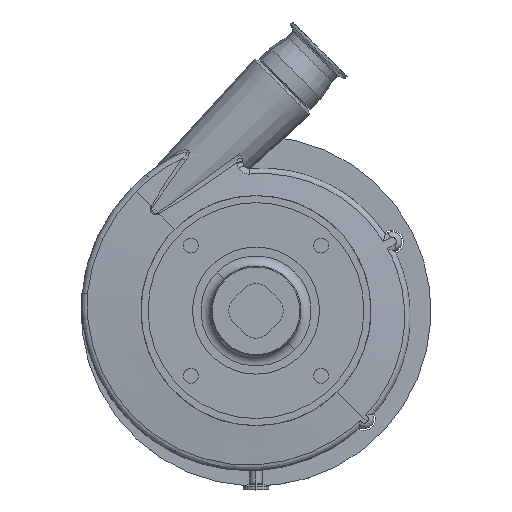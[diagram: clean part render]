
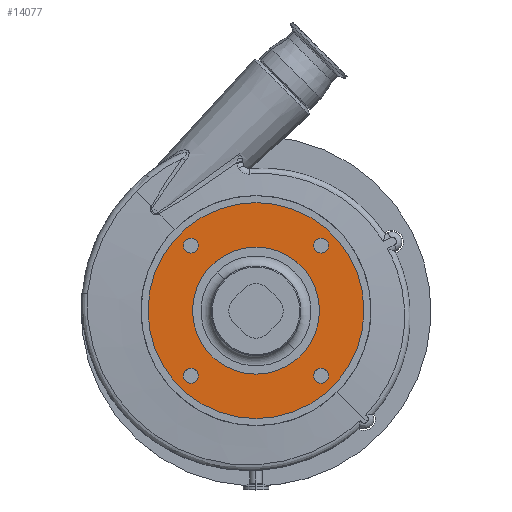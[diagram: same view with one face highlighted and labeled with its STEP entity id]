
A CAD part, top view. The second image highlights one B-rep face of the part: STEP entity #14077.
In plain terms, the highlighted planar face has unit normal (0, 0, 1).
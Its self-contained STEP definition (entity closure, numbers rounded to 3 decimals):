
#17 = EDGE_CURVE ( 'NONE', #15575, #9567, #12943, .T. ) ;
#53 = ORIENTED_EDGE ( 'NONE', *, *, #11831, .T. ) ;
#175 = DIRECTION ( 'NONE',  ( 0., 0., -1. ) ) ;
#282 = AXIS2_PLACEMENT_3D ( 'NONE', #14140, #15374, #4306 ) ;
#532 = CARTESIAN_POINT ( 'NONE',  ( 0., 0., 205.5 ) ) ;
#646 = FACE_BOUND ( 'NONE', #9733, .T. ) ;
#749 = DIRECTION ( 'NONE',  ( 1., 0., 0. ) ) ;
#941 = CARTESIAN_POINT ( 'NONE',  ( -72.607, -65.107, 205.5 ) ) ;
#1044 = FACE_BOUND ( 'NONE', #5176, .T. ) ;
#1284 = VERTEX_POINT ( 'NONE', #7167 ) ;
#1305 = EDGE_LOOP ( 'NONE', ( #15990, #15698 ) ) ;
#1331 = AXIS2_PLACEMENT_3D ( 'NONE', #10761, #4643, #9243 ) ;
#1333 = CARTESIAN_POINT ( 'NONE',  ( -108., 0., 205.5 ) ) ;
#1617 = DIRECTION ( 'NONE',  ( 0., 0., -1. ) ) ;
#2291 = EDGE_LOOP ( 'NONE', ( #11238, #4420 ) ) ;
#2336 = EDGE_CURVE ( 'NONE', #12616, #10209, #8291, .T. ) ;
#2345 = PLANE ( 'NONE',  #11719 ) ;
#2511 = DIRECTION ( 'NONE',  ( 0., 0., 1. ) ) ;
#2621 = VERTEX_POINT ( 'NONE', #12067 ) ;
#2685 = DIRECTION ( 'NONE',  ( 1., 0., 0. ) ) ;
#2725 = AXIS2_PLACEMENT_3D ( 'NONE', #4853, #15748, #10881 ) ;
#3120 = VERTEX_POINT ( 'NONE', #9070 ) ;
#3127 = CARTESIAN_POINT ( 'NONE',  ( 57.607, -65.107, 205.5 ) ) ;
#3213 = DIRECTION ( 'NONE',  ( 0., 0., 1. ) ) ;
#3235 = AXIS2_PLACEMENT_3D ( 'NONE', #4212, #9137, #14055 ) ;
#3479 = CIRCLE ( 'NONE', #7870, 108. ) ;
#3574 = EDGE_CURVE ( 'NONE', #5896, #1284, #10550, .T. ) ;
#3596 = DIRECTION ( 'NONE',  ( 1., 0., 0. ) ) ;
#3722 = CIRCLE ( 'NONE', #6845, 7.5 ) ;
#4193 = AXIS2_PLACEMENT_3D ( 'NONE', #9946, #7454, #2685 ) ;
#4212 = CARTESIAN_POINT ( 'NONE',  ( -65.107, -65.107, 205.5 ) ) ;
#4306 = DIRECTION ( 'NONE',  ( 1., 0., 0. ) ) ;
#4420 = ORIENTED_EDGE ( 'NONE', *, *, #17, .T. ) ;
#4463 = DIRECTION ( 'NONE',  ( 1., 0., 0. ) ) ;
#4643 = DIRECTION ( 'NONE',  ( 0., 0., 1. ) ) ;
#4758 = EDGE_CURVE ( 'NONE', #3120, #11271, #9594, .T. ) ;
#4853 = CARTESIAN_POINT ( 'NONE',  ( 0., 0., 205.5 ) ) ;
#4935 = CARTESIAN_POINT ( 'NONE',  ( 72.607, 65.107, 205.5 ) ) ;
#5162 = CARTESIAN_POINT ( 'NONE',  ( -65.107, 65.107, 205.5 ) ) ;
#5176 = EDGE_LOOP ( 'NONE', ( #13204, #14965 ) ) ;
#5424 = EDGE_CURVE ( 'NONE', #1284, #5896, #9859, .T. ) ;
#5582 = FACE_OUTER_BOUND ( 'NONE', #14416, .T. ) ;
#5659 = VERTEX_POINT ( 'NONE', #12298 ) ;
#5774 = AXIS2_PLACEMENT_3D ( 'NONE', #14082, #6663, #749 ) ;
#5896 = VERTEX_POINT ( 'NONE', #3127 ) ;
#6286 = EDGE_CURVE ( 'NONE', #11271, #3120, #8877, .T. ) ;
#6441 = EDGE_CURVE ( 'NONE', #8436, #5659, #15318, .T. ) ;
#6663 = DIRECTION ( 'NONE',  ( 0., 0., -1. ) ) ;
#6781 = AXIS2_PLACEMENT_3D ( 'NONE', #8345, #9388, #14151 ) ;
#6845 = AXIS2_PLACEMENT_3D ( 'NONE', #10503, #15452, #4463 ) ;
#7048 = EDGE_CURVE ( 'NONE', #10587, #2621, #14062, .T. ) ;
#7167 = CARTESIAN_POINT ( 'NONE',  ( 72.607, -65.107, 205.5 ) ) ;
#7187 = CARTESIAN_POINT ( 'NONE',  ( -72.607, 65.107, 205.5 ) ) ;
#7454 = DIRECTION ( 'NONE',  ( 0., 0., -1. ) ) ;
#7490 = AXIS2_PLACEMENT_3D ( 'NONE', #7871, #175, #13833 ) ;
#7870 = AXIS2_PLACEMENT_3D ( 'NONE', #532, #3213, #11758 ) ;
#7871 = CARTESIAN_POINT ( 'NONE',  ( 65.107, -65.107, 205.5 ) ) ;
#8291 = CIRCLE ( 'NONE', #1331, 108. ) ;
#8345 = CARTESIAN_POINT ( 'NONE',  ( 65.107, -65.107, 205.5 ) ) ;
#8436 = VERTEX_POINT ( 'NONE', #13761 ) ;
#8473 = EDGE_CURVE ( 'NONE', #2621, #10587, #11159, .T. ) ;
#8511 = DIRECTION ( 'NONE',  ( 0., 0., -1. ) ) ;
#8877 = CIRCLE ( 'NONE', #15572, 7.5 ) ;
#9018 = ORIENTED_EDGE ( 'NONE', *, *, #2336, .T. ) ;
#9070 = CARTESIAN_POINT ( 'NONE',  ( -57.607, 65.107, 205.5 ) ) ;
#9137 = DIRECTION ( 'NONE',  ( 0., 0., -1. ) ) ;
#9191 = DIRECTION ( 'NONE',  ( 1., 0., 0. ) ) ;
#9243 = DIRECTION ( 'NONE',  ( 1., 0., 0. ) ) ;
#9386 = ORIENTED_EDGE ( 'NONE', *, *, #4758, .T. ) ;
#9388 = DIRECTION ( 'NONE',  ( 0., 0., -1. ) ) ;
#9567 = VERTEX_POINT ( 'NONE', #4935 ) ;
#9594 = CIRCLE ( 'NONE', #4193, 7.5 ) ;
#9655 = ORIENTED_EDGE ( 'NONE', *, *, #6286, .T. ) ;
#9733 = EDGE_LOOP ( 'NONE', ( #15888, #11902 ) ) ;
#9859 = CIRCLE ( 'NONE', #6781, 7.5 ) ;
#9946 = CARTESIAN_POINT ( 'NONE',  ( -65.107, 65.107, 205.5 ) ) ;
#10185 = CIRCLE ( 'NONE', #2725, 63.5 ) ;
#10209 = VERTEX_POINT ( 'NONE', #14042 ) ;
#10503 = CARTESIAN_POINT ( 'NONE',  ( 65.107, 65.107, 205.5 ) ) ;
#10550 = CIRCLE ( 'NONE', #7490, 7.5 ) ;
#10587 = VERTEX_POINT ( 'NONE', #941 ) ;
#10761 = CARTESIAN_POINT ( 'NONE',  ( 0., 0., 205.5 ) ) ;
#10881 = DIRECTION ( 'NONE',  ( 1., 0., 0. ) ) ;
#11159 = CIRCLE ( 'NONE', #5774, 7.5 ) ;
#11238 = ORIENTED_EDGE ( 'NONE', *, *, #12969, .T. ) ;
#11271 = VERTEX_POINT ( 'NONE', #7187 ) ;
#11449 = AXIS2_PLACEMENT_3D ( 'NONE', #12309, #8511, #3596 ) ;
#11697 = FACE_BOUND ( 'NONE', #2291, .T. ) ;
#11719 = AXIS2_PLACEMENT_3D ( 'NONE', #14687, #2511, #15921 ) ;
#11758 = DIRECTION ( 'NONE',  ( 1., 0., 0. ) ) ;
#11831 = EDGE_CURVE ( 'NONE', #10209, #12616, #3479, .T. ) ;
#11902 = ORIENTED_EDGE ( 'NONE', *, *, #7048, .T. ) ;
#12067 = CARTESIAN_POINT ( 'NONE',  ( -57.607, -65.107, 205.5 ) ) ;
#12298 = CARTESIAN_POINT ( 'NONE',  ( 63.5, 0., 205.5 ) ) ;
#12309 = CARTESIAN_POINT ( 'NONE',  ( 0., 0., 205.5 ) ) ;
#12616 = VERTEX_POINT ( 'NONE', #1333 ) ;
#12943 = CIRCLE ( 'NONE', #282, 7.5 ) ;
#12969 = EDGE_CURVE ( 'NONE', #9567, #15575, #3722, .T. ) ;
#13204 = ORIENTED_EDGE ( 'NONE', *, *, #6441, .T. ) ;
#13510 = CARTESIAN_POINT ( 'NONE',  ( 57.607, 65.107, 205.5 ) ) ;
#13638 = FACE_BOUND ( 'NONE', #1305, .T. ) ;
#13761 = CARTESIAN_POINT ( 'NONE',  ( -63.5, 0., 205.5 ) ) ;
#13833 = DIRECTION ( 'NONE',  ( 1., 0., 0. ) ) ;
#14042 = CARTESIAN_POINT ( 'NONE',  ( 108., 0., 205.5 ) ) ;
#14055 = DIRECTION ( 'NONE',  ( 1., 0., 0. ) ) ;
#14062 = CIRCLE ( 'NONE', #3235, 7.5 ) ;
#14077 = ADVANCED_FACE ( 'NONE', ( #11697, #646, #5582, #14526, #13638, #1044 ), #2345, .T. ) ;
#14082 = CARTESIAN_POINT ( 'NONE',  ( -65.107, -65.107, 205.5 ) ) ;
#14112 = EDGE_CURVE ( 'NONE', #5659, #8436, #10185, .T. ) ;
#14140 = CARTESIAN_POINT ( 'NONE',  ( 65.107, 65.107, 205.5 ) ) ;
#14151 = DIRECTION ( 'NONE',  ( 1., 0., 0. ) ) ;
#14416 = EDGE_LOOP ( 'NONE', ( #53, #9018 ) ) ;
#14526 = FACE_BOUND ( 'NONE', #14637, .T. ) ;
#14637 = EDGE_LOOP ( 'NONE', ( #9386, #9655 ) ) ;
#14687 = CARTESIAN_POINT ( 'NONE',  ( 0., 0., 205.5 ) ) ;
#14965 = ORIENTED_EDGE ( 'NONE', *, *, #14112, .T. ) ;
#15318 = CIRCLE ( 'NONE', #11449, 63.5 ) ;
#15374 = DIRECTION ( 'NONE',  ( 0., 0., -1. ) ) ;
#15452 = DIRECTION ( 'NONE',  ( 0., 0., -1. ) ) ;
#15572 = AXIS2_PLACEMENT_3D ( 'NONE', #5162, #1617, #9191 ) ;
#15575 = VERTEX_POINT ( 'NONE', #13510 ) ;
#15698 = ORIENTED_EDGE ( 'NONE', *, *, #3574, .T. ) ;
#15748 = DIRECTION ( 'NONE',  ( 0., 0., -1. ) ) ;
#15888 = ORIENTED_EDGE ( 'NONE', *, *, #8473, .T. ) ;
#15921 = DIRECTION ( 'NONE',  ( 1., 0., 0. ) ) ;
#15990 = ORIENTED_EDGE ( 'NONE', *, *, #5424, .T. ) ;
